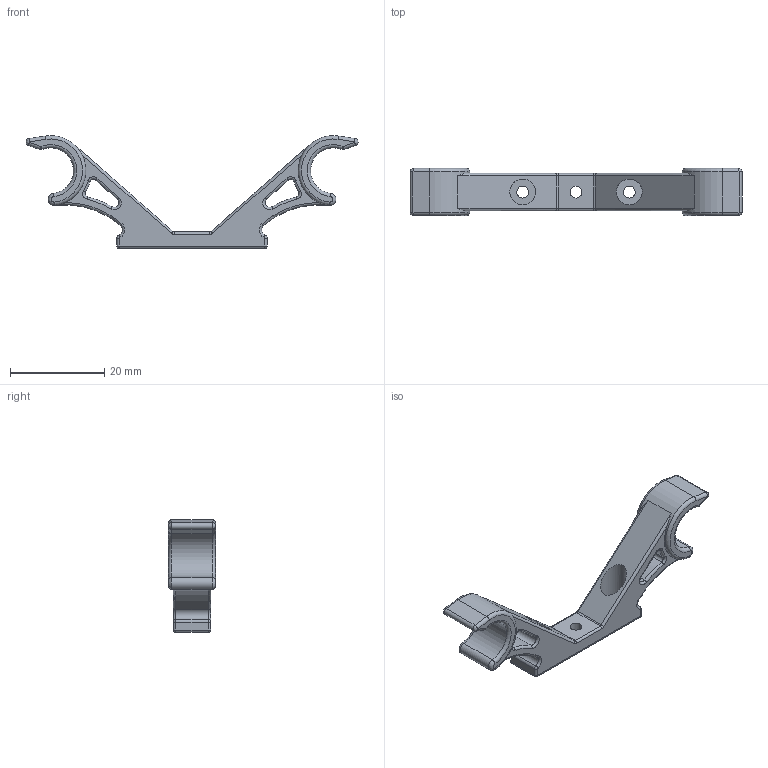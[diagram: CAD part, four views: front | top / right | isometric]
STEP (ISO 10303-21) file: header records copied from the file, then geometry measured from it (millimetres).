
FILE_DESCRIPTION(/* description */ (''),/* implementation_level */ '2;1');
FILE_NAME(/* name */ '20021-018_payload-deck-clip.step',/* time_stamp */ '2020-02-13T16:59:16-07:00',/* author */ (''),/* organization */ (''),/* preprocessor_version */ 'ST-DEVELOPER v18',/* originating_system */ 'Autodesk Translation Framework v8.12.0.6',/* authorisation */ '');
FILE_SCHEMA (('AUTOMOTIVE_DESIGN { 1 0 10303 214 3 1 1 }'));
Length unit declared in the file: millimetre
Products named in the file (1): 20021-018_payload-deck-clip
Bounding box: 70.52 x 10 x 23.94 mm (x, y, z)
Volume: 3616 mm3; surface area: 3234.2 mm2
Topology: 1 solids, 1 shells, 139 faces, 319 edges, 180 vertices
Faces by surface type: cylinder 59, torus 40, plane 20, bspline 16, sphere 4
Full cylindrical faces by diameter (mm): 2.529 x3, 5.5 x2
Entity records: 4229 total; most frequent: CARTESIAN_POINT 1007, DIRECTION 747, ORIENTED_EDGE 630, AXIS2_PLACEMENT_3D 324, EDGE_CURVE 315, CIRCLE 198, VERTEX_POINT 180, EDGE_LOOP 151
